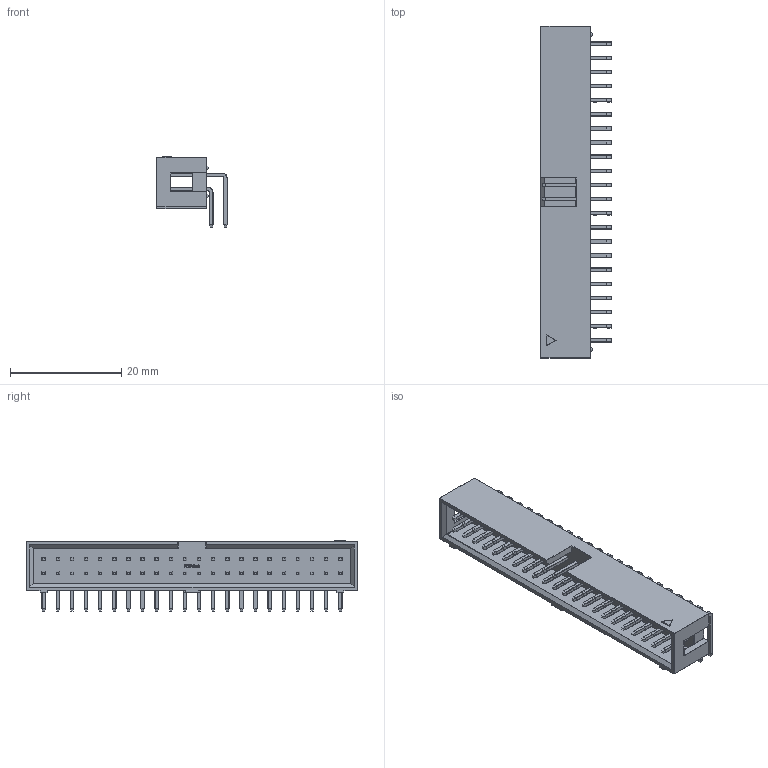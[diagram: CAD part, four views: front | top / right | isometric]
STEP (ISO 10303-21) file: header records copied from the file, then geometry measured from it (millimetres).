
FILE_DESCRIPTION(/* description */ (''),/* implementation_level */ '2;1');
FILE_NAME(/* name */ '44-Pin Shrouded Header (IDC) Right Angle.STEP',/* time_stamp */ '2019-09-21T08:10:03+02:00',/* author */ ('Bernd das Brot'),/* organization */ (''),/* preprocessor_version */ 'ST-DEVELOPER v17',/* originating_system */ 'Autodesk Inventor 2019',/* authorisation */ '');
FILE_SCHEMA (('AUTOMOTIVE_DESIGN { 1 0 10303 214 3 1 1 }'));
Length unit declared in the file: millimetre
Products named in the file (4): 44-Pin Shrouded Header (IDC) Right Angle; Lower Contact; Upper Contact; 44-Pin Shrouded Header Body
Assembly tree (45 placements, depth 2):
  44-Pin Shrouded Header (IDC) Right Angle
    Upper Contact  x22
    Lower Contact  x22
    44-Pin Shrouded Header Body
Bounding box: 12.65 x 59.69 x 12.67 mm (x, y, z)
Volume: 2591.3 mm3; surface area: 5289.9 mm2
Topology: 45 solids, 45 shells, 1866 faces, 4748 edges, 2981 vertices
Faces by surface type: plane 986, cylinder 560, torus 199, bspline 80, sphere 41
Entity records: 19499 total; most frequent: CARTESIAN_POINT 4520, ORIENTED_EDGE 3104, DIRECTION 2885, EDGE_CURVE 1552, LINE 1081, VECTOR 1081, VERTEX_POINT 965, AXIS2_PLACEMENT_3D 902
